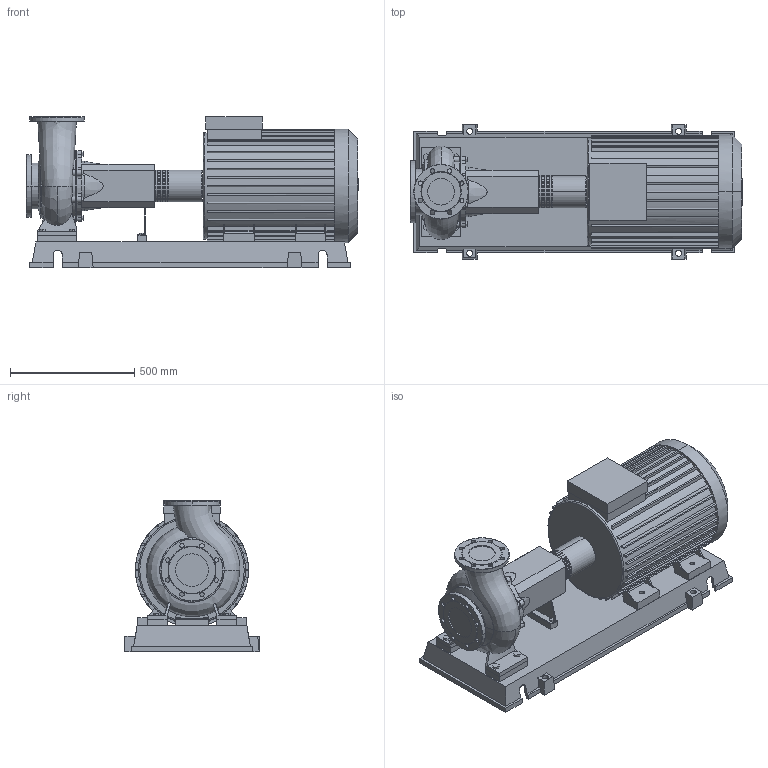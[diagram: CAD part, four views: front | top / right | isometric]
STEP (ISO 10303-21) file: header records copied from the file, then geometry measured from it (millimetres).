
FILE_DESCRIPTION((''),'2;1');
FILE_NAME('3d_NL100_200-45-2-05-4109336.stp','2015-03-03T07:58:32',(''),(''),'Mechanical Desktop 2009','Mechanical Desktop 2009',', , ');
FILE_SCHEMA(('CONFIG_CONTROL_DESIGN'));
Length unit declared in the file: millimetre
Products named in the file (1): Product
Bounding box: 1335 x 540 x 608 mm (x, y, z)
Volume: 138595904.8 mm3; surface area: 4985587.3 mm2
Topology: 14 solids, 14 shells, 858 faces, 2303 edges, 1516 vertices
Faces by surface type: plane 449, cylinder 229, bspline 152, cone 14, torus 14
Entity records: 31526 total; most frequent: CARTESIAN_POINT 9819, ORIENTED_EDGE 4608, DIRECTION 4361, EDGE_CURVE 2304, VERTEX_POINT 1514, AXIS2_PLACEMENT_3D 1459, VECTOR 1443, LINE 1443
